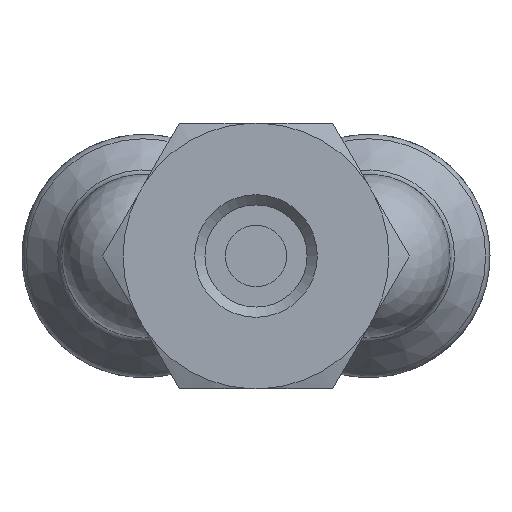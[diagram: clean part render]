
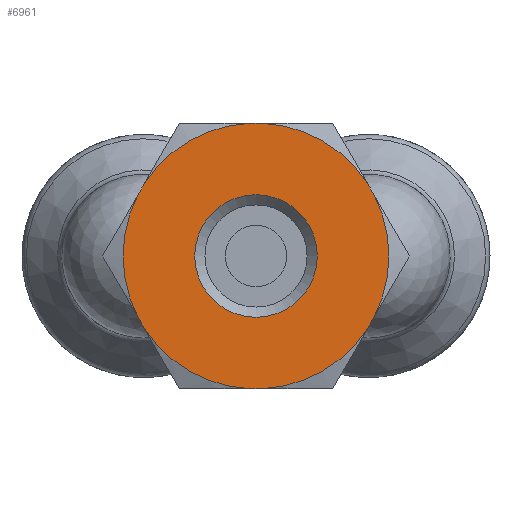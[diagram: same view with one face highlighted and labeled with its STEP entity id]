
A CAD part, front view. The second image highlights one B-rep face of the part: STEP entity #6961.
In plain terms, the highlighted face is planar.
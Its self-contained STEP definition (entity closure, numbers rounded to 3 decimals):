
#6817=CARTESIAN_POINT('',(-18.8,3.,0.));
#6818=VERTEX_POINT('',#6817);
#6819=CARTESIAN_POINT('',(-18.8,0.,0.0));
#6820=DIRECTION('',(-1.0,0.0,0.0));
#6821=DIRECTION('',(0.0,-1.0,0.0));
#6822=AXIS2_PLACEMENT_3D('',#6819,#6820,#6821);
#6823=CIRCLE('',#6822,3.);
#6824=EDGE_CURVE('',#6818,#6818,#6823,.T.);
#6849=CARTESIAN_POINT('',(-18.8,3.25,0.0));
#6850=DIRECTION('',(-1.0,0.0,0.0));
#6851=DIRECTION('',(0.0,0.0,1.0));
#6852=AXIS2_PLACEMENT_3D('',#6849,#6850,#6851);
#6853=PLANE('',#6852);
#6854=CARTESIAN_POINT('',(-18.8,5.764,3.017));
#6855=VERTEX_POINT('',#6854);
#6856=CARTESIAN_POINT('',(-18.8,5.764,-3.017));
#6857=VERTEX_POINT('',#6856);
#6858=CARTESIAN_POINT('',(-18.8,0.,0.0));
#6859=DIRECTION('',(-1.0,0.0,0.0));
#6860=DIRECTION('',(0.0,1.0,0.0));
#6861=AXIS2_PLACEMENT_3D('',#6858,#6859,#6860);
#6862=CIRCLE('',#6861,6.506);
#6863=EDGE_CURVE('',#6855,#6857,#6862,.T.);
#6864=ORIENTED_EDGE('',*,*,#6863,.T.);
#6865=CARTESIAN_POINT('',(-18.8,5.495,-3.483));
#6866=VERTEX_POINT('',#6865);
#6867=CARTESIAN_POINT('',(-18.8,5.495,-3.483));
#6868=DIRECTION('',(0.0,0.5,0.866));
#6869=VECTOR('',#6868,0.537);
#6870=LINE('',#6867,#6869);
#6871=EDGE_CURVE('',#6866,#6857,#6870,.T.);
#6872=ORIENTED_EDGE('',*,*,#6871,.F.);
#6873=CARTESIAN_POINT('',(-18.8,0.269,-6.5));
#6874=VERTEX_POINT('',#6873);
#6875=CARTESIAN_POINT('',(-18.8,0.,0.0));
#6876=DIRECTION('',(-1.0,0.0,0.0));
#6877=DIRECTION('',(0.0,1.0,0.0));
#6878=AXIS2_PLACEMENT_3D('',#6875,#6876,#6877);
#6879=CIRCLE('',#6878,6.506);
#6880=EDGE_CURVE('',#6866,#6874,#6879,.T.);
#6881=ORIENTED_EDGE('',*,*,#6880,.T.);
#6882=CARTESIAN_POINT('',(-18.8,-0.269,-6.5));
#6883=VERTEX_POINT('',#6882);
#6884=CARTESIAN_POINT('',(-18.8,-0.269,-6.5));
#6885=DIRECTION('',(0.0,1.0,0.0));
#6886=VECTOR('',#6885,0.537);
#6887=LINE('',#6884,#6886);
#6888=EDGE_CURVE('',#6883,#6874,#6887,.T.);
#6889=ORIENTED_EDGE('',*,*,#6888,.F.);
#6890=CARTESIAN_POINT('',(-18.8,-5.495,-3.483));
#6891=VERTEX_POINT('',#6890);
#6892=CARTESIAN_POINT('',(-18.8,0.,0.0));
#6893=DIRECTION('',(-1.0,0.0,0.0));
#6894=DIRECTION('',(0.0,1.0,0.0));
#6895=AXIS2_PLACEMENT_3D('',#6892,#6893,#6894);
#6896=CIRCLE('',#6895,6.506);
#6897=EDGE_CURVE('',#6883,#6891,#6896,.T.);
#6898=ORIENTED_EDGE('',*,*,#6897,.T.);
#6899=CARTESIAN_POINT('',(-18.8,-5.764,-3.017));
#6900=VERTEX_POINT('',#6899);
#6901=CARTESIAN_POINT('',(-18.8,-5.764,-3.017));
#6902=DIRECTION('',(0.0,0.5,-0.866));
#6903=VECTOR('',#6902,0.537);
#6904=LINE('',#6901,#6903);
#6905=EDGE_CURVE('',#6900,#6891,#6904,.T.);
#6906=ORIENTED_EDGE('',*,*,#6905,.F.);
#6907=CARTESIAN_POINT('',(-18.8,-5.764,3.017));
#6908=VERTEX_POINT('',#6907);
#6909=CARTESIAN_POINT('',(-18.8,0.,0.0));
#6910=DIRECTION('',(-1.0,0.0,0.0));
#6911=DIRECTION('',(0.0,1.0,0.0));
#6912=AXIS2_PLACEMENT_3D('',#6909,#6910,#6911);
#6913=CIRCLE('',#6912,6.506);
#6914=EDGE_CURVE('',#6900,#6908,#6913,.T.);
#6915=ORIENTED_EDGE('',*,*,#6914,.T.);
#6916=CARTESIAN_POINT('',(-18.8,-5.495,3.483));
#6917=VERTEX_POINT('',#6916);
#6918=CARTESIAN_POINT('',(-18.8,-5.495,3.483));
#6919=DIRECTION('',(0.0,-0.5,-0.866));
#6920=VECTOR('',#6919,0.537);
#6921=LINE('',#6918,#6920);
#6922=EDGE_CURVE('',#6917,#6908,#6921,.T.);
#6923=ORIENTED_EDGE('',*,*,#6922,.F.);
#6924=CARTESIAN_POINT('',(-18.8,-0.269,6.5));
#6925=VERTEX_POINT('',#6924);
#6926=CARTESIAN_POINT('',(-18.8,0.,0.0));
#6927=DIRECTION('',(-1.0,0.0,0.0));
#6928=DIRECTION('',(0.0,1.0,0.0));
#6929=AXIS2_PLACEMENT_3D('',#6926,#6927,#6928);
#6930=CIRCLE('',#6929,6.506);
#6931=EDGE_CURVE('',#6917,#6925,#6930,.T.);
#6932=ORIENTED_EDGE('',*,*,#6931,.T.);
#6933=CARTESIAN_POINT('',(-18.8,0.269,6.5));
#6934=VERTEX_POINT('',#6933);
#6935=CARTESIAN_POINT('',(-18.8,0.269,6.5));
#6936=DIRECTION('',(0.0,-1.0,0.0));
#6937=VECTOR('',#6936,0.537);
#6938=LINE('',#6935,#6937);
#6939=EDGE_CURVE('',#6934,#6925,#6938,.T.);
#6940=ORIENTED_EDGE('',*,*,#6939,.F.);
#6941=CARTESIAN_POINT('',(-18.8,5.495,3.483));
#6942=VERTEX_POINT('',#6941);
#6943=CARTESIAN_POINT('',(-18.8,0.,0.0));
#6944=DIRECTION('',(-1.0,0.0,0.0));
#6945=DIRECTION('',(0.0,1.0,0.0));
#6946=AXIS2_PLACEMENT_3D('',#6943,#6944,#6945);
#6947=CIRCLE('',#6946,6.506);
#6948=EDGE_CURVE('',#6934,#6942,#6947,.T.);
#6949=ORIENTED_EDGE('',*,*,#6948,.T.);
#6950=CARTESIAN_POINT('',(-18.8,5.764,3.017));
#6951=DIRECTION('',(0.0,-0.5,0.866));
#6952=VECTOR('',#6951,0.537);
#6953=LINE('',#6950,#6952);
#6954=EDGE_CURVE('',#6855,#6942,#6953,.T.);
#6955=ORIENTED_EDGE('',*,*,#6954,.F.);
#6956=EDGE_LOOP('',(#6864,#6872,#6881,#6889,#6898,#6906,#6915,#6923,#6932,#6940,#6949,#6955));
#6957=FACE_OUTER_BOUND('',#6956,.T.);
#6958=ORIENTED_EDGE('',*,*,#6824,.F.);
#6959=EDGE_LOOP('',(#6958));
#6960=FACE_BOUND('',#6959,.T.);
#6961=ADVANCED_FACE('',(#6957,#6960),#6853,.T.);
